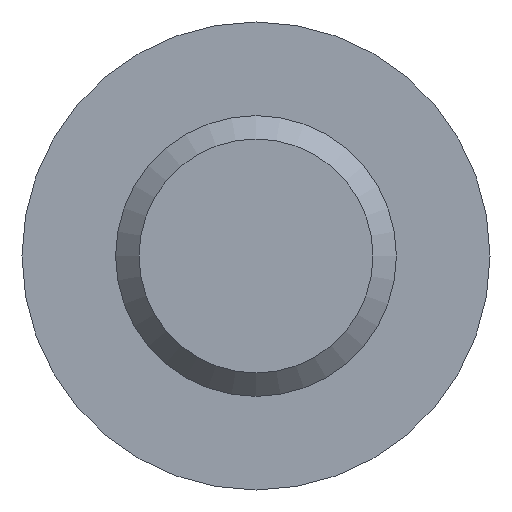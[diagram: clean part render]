
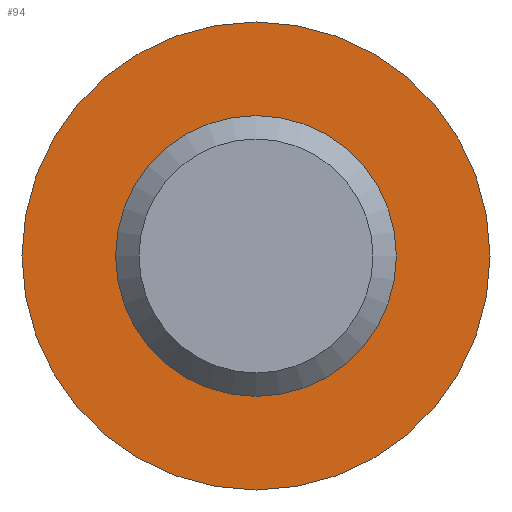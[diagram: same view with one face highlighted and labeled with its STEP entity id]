
A CAD part, front view. The second image highlights one B-rep face of the part: STEP entity #94.
In plain terms, the highlighted planar face has unit normal (0, -1, 0).
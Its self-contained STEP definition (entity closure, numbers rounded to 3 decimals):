
#9 = DIRECTION ( 'NONE',  ( 0., 0., -1. ) ) ;
#30 = ORIENTED_EDGE ( 'NONE', *, *, #476, .F. ) ;
#40 = AXIS2_PLACEMENT_3D ( 'NONE', #183, #189, #9 ) ;
#65 = VERTEX_POINT ( 'NONE', #80 ) ;
#79 = AXIS2_PLACEMENT_3D ( 'NONE', #277, #148, #311 ) ;
#80 = CARTESIAN_POINT ( 'NONE',  ( 0., 40., -3. ) ) ;
#83 = AXIS2_PLACEMENT_3D ( 'NONE', #203, #210, #371 ) ;
#84 = CARTESIAN_POINT ( 'NONE',  ( 0., 40., -5. ) ) ;
#94 = ADVANCED_FACE ( 'NONE', ( #326, #126 ), #109, .F. ) ;
#109 = PLANE ( 'NONE',  #83 ) ;
#111 = ORIENTED_EDGE ( 'NONE', *, *, #422, .T. ) ;
#126 = FACE_OUTER_BOUND ( 'NONE', #137, .T. ) ;
#137 = EDGE_LOOP ( 'NONE', ( #111 ) ) ;
#148 = DIRECTION ( 'NONE',  ( 0., -1., 0. ) ) ;
#171 = VERTEX_POINT ( 'NONE', #84 ) ;
#183 = CARTESIAN_POINT ( 'NONE',  ( 0., 40., 0. ) ) ;
#189 = DIRECTION ( 'NONE',  ( 0., -1., 0. ) ) ;
#203 = CARTESIAN_POINT ( 'NONE',  ( -3., 40., 0. ) ) ;
#210 = DIRECTION ( 'NONE',  ( 0., 1., 0. ) ) ;
#270 = EDGE_LOOP ( 'NONE', ( #30 ) ) ;
#272 = CIRCLE ( 'NONE', #40, 5. ) ;
#277 = CARTESIAN_POINT ( 'NONE',  ( 0., 40., 0. ) ) ;
#311 = DIRECTION ( 'NONE',  ( 0., 0., -1. ) ) ;
#326 = FACE_BOUND ( 'NONE', #270, .T. ) ;
#371 = DIRECTION ( 'NONE',  ( 0., 0., 1. ) ) ;
#421 = CIRCLE ( 'NONE', #79, 3. ) ;
#422 = EDGE_CURVE ( 'NONE', #171, #171, #272, .T. ) ;
#476 = EDGE_CURVE ( 'NONE', #65, #65, #421, .T. ) ;
